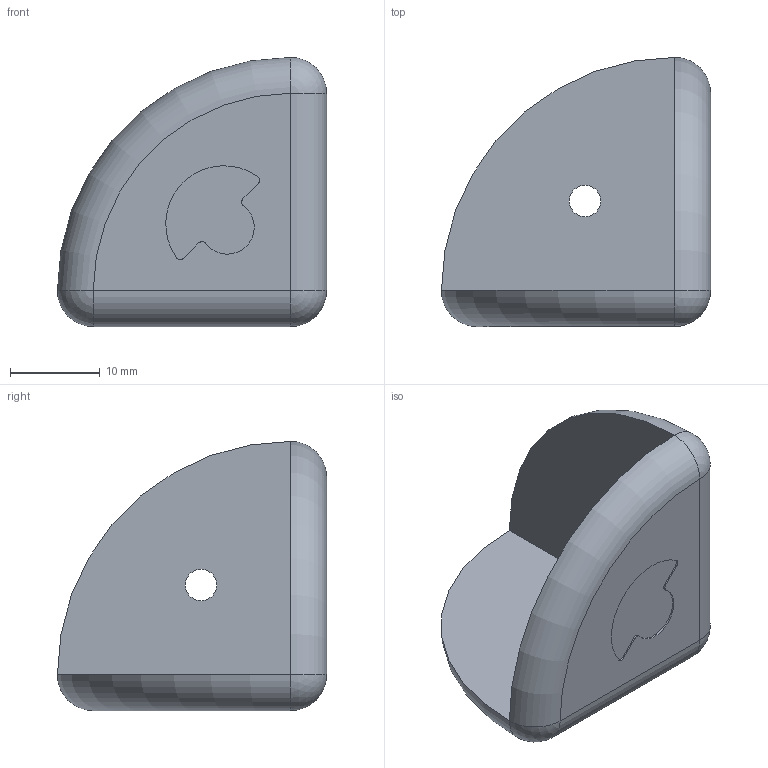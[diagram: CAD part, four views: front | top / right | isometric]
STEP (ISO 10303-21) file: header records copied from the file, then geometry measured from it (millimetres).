
FILE_DESCRIPTION (( 'STEP AP203' ), '1' );
FILE_NAME ('sone3D.STEP', '2017-09-25T07:16:02', ( '' ), ( '' ), 'SwSTEP 2.0', 'SolidWorks 2014', '' );
FILE_SCHEMA (( 'CONFIG_CONTROL_DESIGN' ));
Length unit declared in the file: millimetre
Products named in the file (1): sone3D
Bounding box: 30 x 30 x 30 mm (x, y, z)
Volume: 6642 mm3; surface area: 4103.7 mm2
Topology: 1 solids, 1 shells, 37 faces, 85 edges, 49 vertices
Faces by surface type: cylinder 19, plane 11, sphere 4, torus 3
Entity records: 1110 total; most frequent: DIRECTION 207, CARTESIAN_POINT 168, ORIENTED_EDGE 162, AXIS2_PLACEMENT_3D 88, EDGE_CURVE 81, CIRCLE 50, VERTEX_POINT 49, EDGE_LOOP 44
